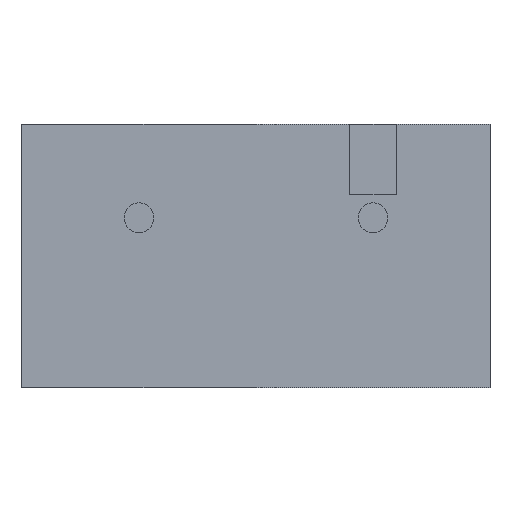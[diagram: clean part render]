
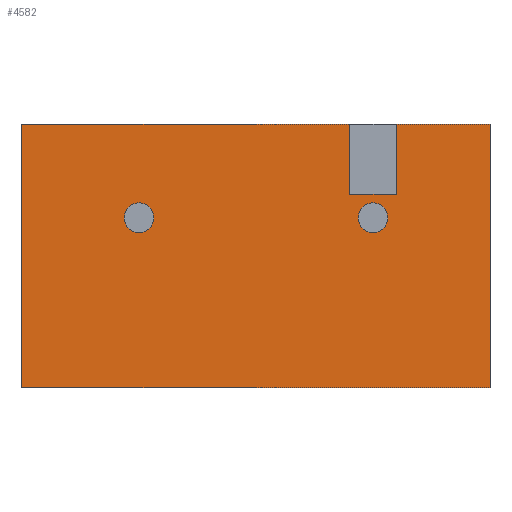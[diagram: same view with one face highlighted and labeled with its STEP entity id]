
A CAD part, front view. The second image highlights one B-rep face of the part: STEP entity #4582.
In plain terms, the highlighted planar face has unit normal (0, -1, 0).
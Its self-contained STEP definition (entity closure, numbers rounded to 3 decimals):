
#127=FACE_BOUND('',#711,.T.);
#128=FACE_BOUND('',#712,.T.);
#214=CIRCLE('',#4860,1.75);
#217=CIRCLE('',#4872,1.75);
#417=FACE_OUTER_BOUND('',#710,.T.);
#710=EDGE_LOOP('',(#3839,#3840,#3841,#3842));
#711=EDGE_LOOP('',(#3843));
#712=EDGE_LOOP('',(#3844));
#885=LINE('',#6439,#1416);
#897=LINE('',#6466,#1428);
#1235=LINE('',#7279,#1766);
#1236=LINE('',#7280,#1767);
#1416=VECTOR('',#5168,10.);
#1428=VECTOR('',#5186,10.);
#1766=VECTOR('',#5940,10.);
#1767=VECTOR('',#5941,10.);
#1943=VERTEX_POINT('',#6436);
#1944=VERTEX_POINT('',#6438);
#1956=VERTEX_POINT('',#6464);
#2166=VERTEX_POINT('',#7052);
#2170=VERTEX_POINT('',#7076);
#2223=VERTEX_POINT('',#7278);
#2381=EDGE_CURVE('',#1944,#1943,#885,.T.);
#2395=EDGE_CURVE('',#1956,#1943,#897,.T.);
#2688=EDGE_CURVE('',#2166,#2166,#214,.T.);
#2699=EDGE_CURVE('',#2170,#2170,#217,.T.);
#2796=EDGE_CURVE('',#2223,#1956,#1235,.T.);
#2797=EDGE_CURVE('',#1944,#2223,#1236,.T.);
#3839=ORIENTED_EDGE('',*,*,#2395,.F.);
#3840=ORIENTED_EDGE('',*,*,#2796,.F.);
#3841=ORIENTED_EDGE('',*,*,#2797,.F.);
#3842=ORIENTED_EDGE('',*,*,#2381,.T.);
#3843=ORIENTED_EDGE('',*,*,#2688,.T.);
#3844=ORIENTED_EDGE('',*,*,#2699,.F.);
#4351=PLANE('',#4932);
#4582=ADVANCED_FACE('',(#417,#127,#128),#4351,.F.);
#4860=AXIS2_PLACEMENT_3D('',#7053,#5698,#5699);
#4872=AXIS2_PLACEMENT_3D('',#7077,#5730,#5731);
#4932=AXIS2_PLACEMENT_3D('',#7277,#5938,#5939);
#5168=DIRECTION('',(0.,0.,1.));
#5186=DIRECTION('',(1.,0.,0.));
#5698=DIRECTION('center_axis',(0.,1.,0.));
#5699=DIRECTION('ref_axis',(1.,0.,0.));
#5730=DIRECTION('center_axis',(0.,-1.,0.));
#5731=DIRECTION('ref_axis',(-1.,0.,0.));
#5938=DIRECTION('center_axis',(0.,1.,0.));
#5939=DIRECTION('ref_axis',(-1.,0.,0.));
#5940=DIRECTION('',(0.,0.,1.));
#5941=DIRECTION('',(-1.,0.,0.));
#6436=CARTESIAN_POINT('',(27.5,-32.5,31.));
#6438=CARTESIAN_POINT('',(27.5,-32.5,0.));
#6439=CARTESIAN_POINT('',(27.5,-32.5,21.));
#6464=CARTESIAN_POINT('',(-27.5,-32.5,31.));
#6466=CARTESIAN_POINT('',(27.5,-32.5,31.));
#7052=CARTESIAN_POINT('',(12.,-32.5,20.));
#7053=CARTESIAN_POINT('Origin',(13.75,-32.5,20.));
#7076=CARTESIAN_POINT('',(-12.,-32.5,20.));
#7077=CARTESIAN_POINT('Origin',(-13.75,-32.5,20.));
#7277=CARTESIAN_POINT('Origin',(27.5,-32.5,0.));
#7278=CARTESIAN_POINT('',(-27.5,-32.5,0.));
#7279=CARTESIAN_POINT('',(-27.5,-32.5,21.));
#7280=CARTESIAN_POINT('',(27.5,-32.5,0.));
